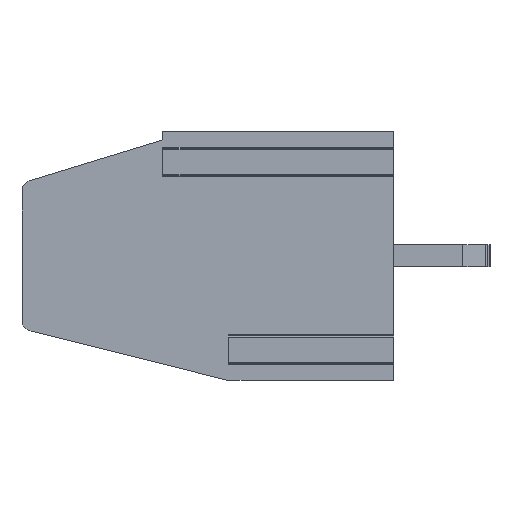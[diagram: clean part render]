
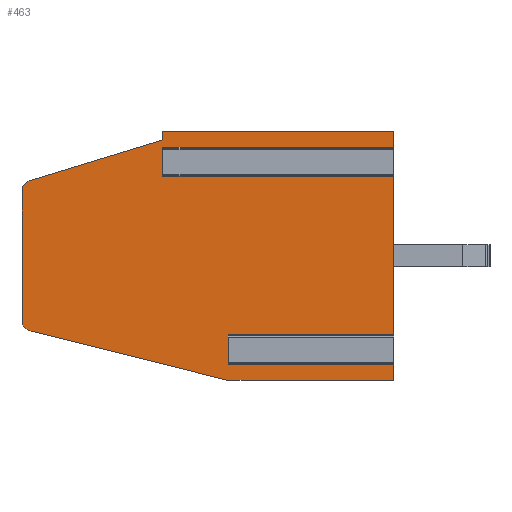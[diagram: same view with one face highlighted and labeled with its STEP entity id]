
A CAD part, left-side view. The second image highlights one B-rep face of the part: STEP entity #463.
In plain terms, the highlighted planar face has unit normal (-1, 0, 0).
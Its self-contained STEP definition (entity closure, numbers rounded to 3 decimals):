
#463=ADVANCED_FACE('',(#968),#969,.T.);
#968=FACE_OUTER_BOUND('',#1510,.T.);
#969=PLANE('',#1511);
#1510=EDGE_LOOP('',(#2882,#2883,#2884,#2885,#2886,#2887,#2888,#2889,#2890,#2891,#2892,#2893,#2894,#2895,#2896,#2897,#2898,#2899,#2900,#2901,#2902,#2903,#2904));
#1511=AXIS2_PLACEMENT_3D('',#2905,#2906,#2907);
#2882=ORIENTED_EDGE('',*,*,#3809,.T.);
#2883=ORIENTED_EDGE('',*,*,#3810,.T.);
#2884=ORIENTED_EDGE('',*,*,#3811,.T.);
#2885=ORIENTED_EDGE('',*,*,#3812,.T.);
#2886=ORIENTED_EDGE('',*,*,#3813,.T.);
#2887=ORIENTED_EDGE('',*,*,#3814,.T.);
#2888=ORIENTED_EDGE('',*,*,#3815,.T.);
#2889=ORIENTED_EDGE('',*,*,#3769,.T.);
#2890=ORIENTED_EDGE('',*,*,#3816,.T.);
#2891=ORIENTED_EDGE('',*,*,#3774,.F.);
#2892=ORIENTED_EDGE('',*,*,#3817,.F.);
#2893=ORIENTED_EDGE('',*,*,#3751,.T.);
#2894=ORIENTED_EDGE('',*,*,#3818,.T.);
#2895=ORIENTED_EDGE('',*,*,#3819,.F.);
#2896=ORIENTED_EDGE('',*,*,#3820,.F.);
#2897=ORIENTED_EDGE('',*,*,#3733,.T.);
#2898=ORIENTED_EDGE('',*,*,#3821,.T.);
#2899=ORIENTED_EDGE('',*,*,#3822,.T.);
#2900=ORIENTED_EDGE('',*,*,#3823,.T.);
#2901=ORIENTED_EDGE('',*,*,#3824,.T.);
#2902=ORIENTED_EDGE('',*,*,#3825,.T.);
#2903=ORIENTED_EDGE('',*,*,#3826,.T.);
#2904=ORIENTED_EDGE('',*,*,#3827,.T.);
#2905=CARTESIAN_POINT('',(-5.,0.,0.366));
#2906=DIRECTION('',(-1.0,0.0,0.0));
#2907=DIRECTION('',(0.0,0.,1.0));
#3733=EDGE_CURVE('',#4591,#4589,#4592,.T.);
#3751=EDGE_CURVE('',#4627,#4625,#4628,.T.);
#3769=EDGE_CURVE('',#4663,#4661,#4664,.T.);
#3774=EDGE_CURVE('',#4669,#4672,#4673,.T.);
#3809=EDGE_CURVE('',#4723,#4724,#4725,.T.);
#3810=EDGE_CURVE('',#4724,#4726,#4727,.T.);
#3811=EDGE_CURVE('',#4726,#4728,#4729,.T.);
#3812=EDGE_CURVE('',#4728,#4730,#4731,.T.);
#3813=EDGE_CURVE('',#4730,#4732,#4733,.T.);
#3814=EDGE_CURVE('',#4732,#4734,#4735,.T.);
#3815=EDGE_CURVE('',#4734,#4663,#4736,.T.);
#3816=EDGE_CURVE('',#4661,#4672,#4737,.T.);
#3817=EDGE_CURVE('',#4627,#4669,#4738,.T.);
#3818=EDGE_CURVE('',#4625,#4739,#4740,.T.);
#3819=EDGE_CURVE('',#4741,#4739,#4742,.T.);
#3820=EDGE_CURVE('',#4591,#4741,#4743,.T.);
#3821=EDGE_CURVE('',#4589,#4744,#4745,.T.);
#3822=EDGE_CURVE('',#4744,#4746,#4747,.T.);
#3823=EDGE_CURVE('',#4746,#4748,#4749,.T.);
#3824=EDGE_CURVE('',#4748,#4750,#4751,.T.);
#3825=EDGE_CURVE('',#4750,#4752,#4753,.T.);
#3826=EDGE_CURVE('',#4752,#4754,#4755,.T.);
#3827=EDGE_CURVE('',#4754,#4723,#4756,.T.);
#4589=VERTEX_POINT('',#5851);
#4591=VERTEX_POINT('',#5854);
#4592=LINE('',#5855,#5856);
#4625=VERTEX_POINT('',#5905);
#4627=VERTEX_POINT('',#5908);
#4628=LINE('',#5909,#5910);
#4661=VERTEX_POINT('',#5959);
#4663=VERTEX_POINT('',#5962);
#4664=LINE('',#5963,#5964);
#4669=VERTEX_POINT('',#5971);
#4672=VERTEX_POINT('',#5975);
#4673=LINE('',#5976,#5977);
#4723=VERTEX_POINT('',#6052);
#4724=VERTEX_POINT('',#6053);
#4725=LINE('',#6054,#6055);
#4726=VERTEX_POINT('',#6056);
#4727=LINE('',#6057,#6058);
#4728=VERTEX_POINT('',#6059);
#4729=LINE('',#6060,#6061);
#4730=VERTEX_POINT('',#6062);
#4731=LINE('',#6063,#6064);
#4732=VERTEX_POINT('',#6065);
#4733=LINE('',#6066,#6067);
#4734=VERTEX_POINT('',#6068);
#4735=LINE('',#6069,#6070);
#4736=LINE('',#6071,#6072);
#4737=LINE('',#6073,#6074);
#4738=LINE('',#6075,#6076);
#4739=VERTEX_POINT('',#6077);
#4740=LINE('',#6078,#6079);
#4741=VERTEX_POINT('',#6080);
#4742=LINE('',#6081,#6082);
#4743=LINE('',#6083,#6084);
#4744=VERTEX_POINT('',#6085);
#4745=LINE('',#6086,#6087);
#4746=VERTEX_POINT('',#6088);
#4747=LINE('',#6089,#6090);
#4748=VERTEX_POINT('',#6091);
#4749=LINE('',#6092,#6093);
#4750=VERTEX_POINT('',#6094);
#4751=LINE('',#6095,#6096);
#4752=VERTEX_POINT('',#6097);
#4753=LINE('',#6098,#6099);
#4754=VERTEX_POINT('',#6100);
#4755=LINE('',#6101,#6102);
#4756=LINE('',#6103,#6104);
#5851=CARTESIAN_POINT('',(-5.,0.,9.029));
#5854=CARTESIAN_POINT('',(-5.,0.,8.297));
#5855=CARTESIAN_POINT('',(-5.,0.0,6.591));
#5856=VECTOR('',#6663,1.0);
#5905=CARTESIAN_POINT('',(-5.,0.,7.558));
#5908=CARTESIAN_POINT('',(-5.,0.,1.47));
#5909=CARTESIAN_POINT('',(-5.,0.0,4.516));
#5910=VECTOR('',#6681,1.0);
#5959=CARTESIAN_POINT('',(-5.,0.,0.731));
#5962=CARTESIAN_POINT('',(-5.,0.,0.));
#5963=CARTESIAN_POINT('',(-5.,0.0,2.442));
#5964=VECTOR('',#6699,1.0);
#5971=CARTESIAN_POINT('',(-5.,6.0,1.47));
#5975=CARTESIAN_POINT('',(-5.0,6.0,0.731));
#5976=CARTESIAN_POINT('',(-5.0,6.0,2.5));
#5977=VECTOR('',#6703,1.0);
#6052=CARTESIAN_POINT('',(-5.,13.5,6.99));
#6053=CARTESIAN_POINT('',(-5.,13.5,2.054));
#6054=CARTESIAN_POINT('',(-5.,13.5,7.558));
#6055=VECTOR('',#6729,1.0);
#6056=CARTESIAN_POINT('',(-5.,13.439,1.963));
#6057=CARTESIAN_POINT('',(-5.,11.976,-0.232));
#6058=VECTOR('',#6730,1.0);
#6059=CARTESIAN_POINT('',(-5.,13.362,1.878));
#6060=CARTESIAN_POINT('',(-5.,11.014,-0.705));
#6061=VECTOR('',#6731,1.0);
#6062=CARTESIAN_POINT('',(-5.,13.27,1.824));
#6063=CARTESIAN_POINT('',(-5.,8.928,-0.709));
#6064=VECTOR('',#6732,1.0);
#6065=CARTESIAN_POINT('',(-5.,13.17,1.786));
#6066=CARTESIAN_POINT('',(-5.,7.915,-0.235));
#6067=VECTOR('',#6733,1.0);
#6068=CARTESIAN_POINT('',(-5.,6.019,0.));
#6069=CARTESIAN_POINT('',(-5.,5.017,-0.25));
#6070=VECTOR('',#6734,1.0);
#6071=CARTESIAN_POINT('',(-5.,1.505,0.));
#6072=VECTOR('',#6735,1.0);
#6073=CARTESIAN_POINT('',(-5.,0.,0.731));
#6074=VECTOR('',#6736,1.0);
#6075=CARTESIAN_POINT('',(-5.,0.,1.47));
#6076=VECTOR('',#6737,1.0);
#6077=CARTESIAN_POINT('',(-5.0,8.38,7.558));
#6078=CARTESIAN_POINT('',(-5.,0.,7.558));
#6079=VECTOR('',#6738,1.0);
#6080=CARTESIAN_POINT('',(-5.,8.38,8.297));
#6081=CARTESIAN_POINT('',(-5.0,8.38,5.5));
#6082=VECTOR('',#6739,1.0);
#6083=CARTESIAN_POINT('',(-5.,0.,8.297));
#6084=VECTOR('',#6740,1.0);
#6085=CARTESIAN_POINT('',(-5.,8.382,9.029));
#6086=CARTESIAN_POINT('',(-5.,0.,9.029));
#6087=VECTOR('',#6741,1.0);
#6088=CARTESIAN_POINT('',(-5.,8.382,8.728));
#6089=CARTESIAN_POINT('',(-5.,8.382,8.773));
#6090=VECTOR('',#6742,1.0);
#6091=CARTESIAN_POINT('',(-5.,13.193,7.258));
#6092=CARTESIAN_POINT('',(-5.,5.761,9.529));
#6093=VECTOR('',#6743,1.0);
#6094=CARTESIAN_POINT('',(-5.,13.293,7.22));
#6095=CARTESIAN_POINT('',(-5.,7.931,9.282));
#6096=VECTOR('',#6744,1.0);
#6097=CARTESIAN_POINT('',(-5.,13.377,7.158));
#6098=CARTESIAN_POINT('',(-5.,9.61,9.898));
#6099=VECTOR('',#6745,1.0);
#6100=CARTESIAN_POINT('',(-5.,13.447,7.081));
#6101=CARTESIAN_POINT('',(-5.,11.059,9.734));
#6102=VECTOR('',#6746,1.0);
#6103=CARTESIAN_POINT('',(-5.,12.312,9.027));
#6104=VECTOR('',#6747,1.0);
#6663=DIRECTION('',(0.0,0.0,1.0));
#6681=DIRECTION('',(0.,0.0,1.0));
#6699=DIRECTION('',(0.0,0.0,1.0));
#6703=DIRECTION('',(0.0,0.0,-1.0));
#6729=DIRECTION('',(0.,0.,-1.0));
#6730=DIRECTION('',(0.,-0.555,-0.832));
#6731=DIRECTION('',(0.,-0.673,-0.74));
#6732=DIRECTION('',(0.,-0.864,-0.504));
#6733=DIRECTION('',(0.,-0.933,-0.359));
#6734=DIRECTION('',(-0.0,-0.97,-0.242));
#6735=DIRECTION('',(-0.0,-1.0,-0.0));
#6736=DIRECTION('',(0.0,1.0,0.));
#6737=DIRECTION('',(0.0,1.0,0.));
#6738=DIRECTION('',(0.0,1.0,0.));
#6739=DIRECTION('',(0.0,0.0,-1.0));
#6740=DIRECTION('',(0.0,1.0,0.));
#6741=DIRECTION('',(0.0,1.0,0.));
#6742=DIRECTION('',(0.0,0.0,-1.0));
#6743=DIRECTION('',(0.0,0.956,-0.292));
#6744=DIRECTION('',(0.,0.933,-0.359));
#6745=DIRECTION('',(0.,0.809,-0.588));
#6746=DIRECTION('',(0.,0.669,-0.743));
#6747=DIRECTION('',(0.,0.504,-0.864));
